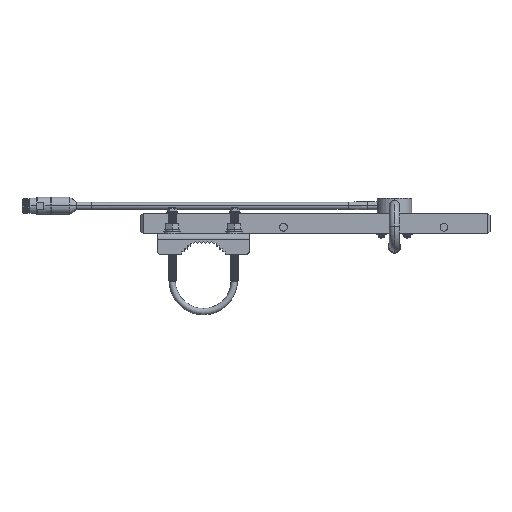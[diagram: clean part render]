
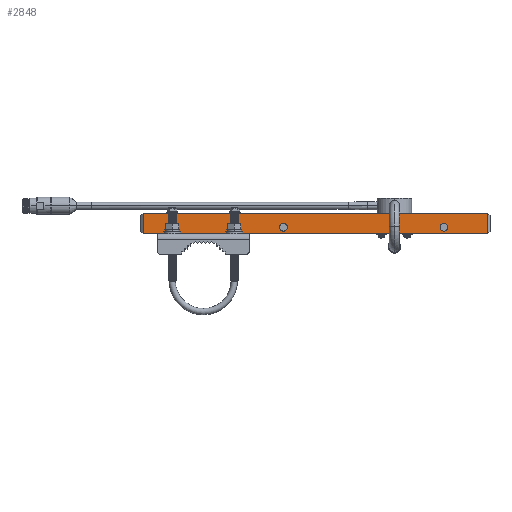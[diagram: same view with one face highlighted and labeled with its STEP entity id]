
A CAD part, top view. The second image highlights one B-rep face of the part: STEP entity #2848.
In plain terms, the highlighted planar face has unit normal (0, 0, 1).
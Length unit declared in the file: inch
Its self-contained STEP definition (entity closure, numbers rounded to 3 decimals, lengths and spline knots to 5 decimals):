
#622 = CARTESIAN_POINT ( 'NONE',  ( -6.845, 0.4, 0.4 ) ) ;
#1090 = CARTESIAN_POINT ( 'NONE',  ( -1.265, -0.15, 0.4 ) ) ;
#1206 = LINE ( 'NONE', #13339, #6270 ) ;
#1317 = CARTESIAN_POINT ( 'NONE',  ( -5.695, 0., 0.4 ) ) ;
#1486 = EDGE_CURVE ( 'NONE', #29414, #37096, #38878, .T. ) ;
#1532 = DIRECTION ( 'NONE',  ( -1., 0., 0. ) ) ;
#1632 = DIRECTION ( 'NONE',  ( -1., 0., 0. ) ) ;
#1871 = VERTEX_POINT ( 'NONE', #10230 ) ;
#1912 = EDGE_CURVE ( 'NONE', #38311, #36005, #25601, .T. ) ;
#1922 = DIRECTION ( 'NONE',  ( 0., 0., -1. ) ) ;
#2848 = ADVANCED_FACE ( 'NONE', ( #23578, #10872, #8486, #38073, #13673 ), #35673, .F. ) ;
#3589 = ORIENTED_EDGE ( 'NONE', *, *, #32948, .F. ) ;
#3856 = EDGE_CURVE ( 'NONE', #10075, #8858, #13621, .T. ) ;
#3946 = CARTESIAN_POINT ( 'NONE',  ( 6.845, 0.4, 0.4 ) ) ;
#4589 = DIRECTION ( 'NONE',  ( -1., 0., 0. ) ) ;
#5280 = AXIS2_PLACEMENT_3D ( 'NONE', #14221, #32474, #20198 ) ;
#5397 = VERTEX_POINT ( 'NONE', #622 ) ;
#5668 = CARTESIAN_POINT ( 'NONE',  ( -6.845, -0.4, 0.4 ) ) ;
#5963 = AXIS2_PLACEMENT_3D ( 'NONE', #18358, #23934, #33030 ) ;
#5982 = EDGE_CURVE ( 'NONE', #5397, #19611, #7032, .T. ) ;
#6270 = VECTOR ( 'NONE', #4589, 39.37008 ) ;
#6493 = CARTESIAN_POINT ( 'NONE',  ( 6.845, -0.4, 0.4 ) ) ;
#6614 = EDGE_LOOP ( 'NONE', ( #27809, #7360 ) ) ;
#7032 = LINE ( 'NONE', #15608, #38803 ) ;
#7360 = ORIENTED_EDGE ( 'NONE', *, *, #1486, .F. ) ;
#7497 = CIRCLE ( 'NONE', #17654, 0.11 ) ;
#8159 = ORIENTED_EDGE ( 'NONE', *, *, #34043, .F. ) ;
#8486 = FACE_BOUND ( 'NONE', #13303, .T. ) ;
#8858 = VERTEX_POINT ( 'NONE', #12941 ) ;
#9033 = EDGE_LOOP ( 'NONE', ( #25393, #20696, #8159, #35136 ) ) ;
#10075 = VERTEX_POINT ( 'NONE', #17241 ) ;
#10230 = CARTESIAN_POINT ( 'NONE',  ( 6.845, -0.4, 0.4 ) ) ;
#10369 = VERTEX_POINT ( 'NONE', #19670 ) ;
#10568 = CARTESIAN_POINT ( 'NONE',  ( -3.1, 0., 0.4 ) ) ;
#10872 = FACE_BOUND ( 'NONE', #27635, .T. ) ;
#11704 = DIRECTION ( 'NONE',  ( 1., 0., 0. ) ) ;
#12267 = DIRECTION ( 'NONE',  ( 0., 1., 0. ) ) ;
#12627 = DIRECTION ( 'NONE',  ( 0., 0., 1. ) ) ;
#12856 = VECTOR ( 'NONE', #12267, 39.37008 ) ;
#12941 = CARTESIAN_POINT ( 'NONE',  ( 5.271, -0.15, 0.4 ) ) ;
#12983 = ORIENTED_EDGE ( 'NONE', *, *, #20478, .F. ) ;
#13303 = EDGE_LOOP ( 'NONE', ( #12983, #3589 ) ) ;
#13339 = CARTESIAN_POINT ( 'NONE',  ( 6.945, -0.4, 0.4 ) ) ;
#13504 = AXIS2_PLACEMENT_3D ( 'NONE', #1317, #28554, #19439 ) ;
#13621 = CIRCLE ( 'NONE', #38339, 0.156 ) ;
#13673 = FACE_BOUND ( 'NONE', #25624, .T. ) ;
#13777 = VECTOR ( 'NONE', #1632, 39.37008 ) ;
#14221 = CARTESIAN_POINT ( 'NONE',  ( -5.695, 0., 0.4 ) ) ;
#14679 = EDGE_CURVE ( 'NONE', #8858, #10075, #25010, .T. ) ;
#15266 = CARTESIAN_POINT ( 'NONE',  ( -3.21, 0., 0.4 ) ) ;
#15608 = CARTESIAN_POINT ( 'NONE',  ( -6.845, -0.4, 0.4 ) ) ;
#16490 = CARTESIAN_POINT ( 'NONE',  ( -1.421, -0.15, 0.4 ) ) ;
#17241 = CARTESIAN_POINT ( 'NONE',  ( 4.959, -0.15, 0.4 ) ) ;
#17313 = CARTESIAN_POINT ( 'NONE',  ( -5.585, 0., 0.4 ) ) ;
#17335 = AXIS2_PLACEMENT_3D ( 'NONE', #22817, #1922, #1532 ) ;
#17537 = CARTESIAN_POINT ( 'NONE',  ( 6.945, 0.4, 0.4 ) ) ;
#17654 = AXIS2_PLACEMENT_3D ( 'NONE', #25037, #33960, #18696 ) ;
#18248 = CARTESIAN_POINT ( 'NONE',  ( -1.109, -0.15, 0.4 ) ) ;
#18358 = CARTESIAN_POINT ( 'NONE',  ( 5.115, -0.15, 0.4 ) ) ;
#18386 = DIRECTION ( 'NONE',  ( 0., -1., 0. ) ) ;
#18696 = DIRECTION ( 'NONE',  ( 1., 0., 0. ) ) ;
#18971 = AXIS2_PLACEMENT_3D ( 'NONE', #15266, #35908, #11704 ) ;
#19439 = DIRECTION ( 'NONE',  ( 1., 0., 0. ) ) ;
#19604 = CIRCLE ( 'NONE', #18971, 0.11 ) ;
#19611 = VERTEX_POINT ( 'NONE', #5668 ) ;
#19670 = CARTESIAN_POINT ( 'NONE',  ( -3.32, 0., 0.4 ) ) ;
#20198 = DIRECTION ( 'NONE',  ( 1., 0., 0. ) ) ;
#20475 = CARTESIAN_POINT ( 'NONE',  ( 5.115, -0.15, 0.4 ) ) ;
#20478 = EDGE_CURVE ( 'NONE', #21435, #10369, #7497, .T. ) ;
#20696 = ORIENTED_EDGE ( 'NONE', *, *, #5982, .T. ) ;
#21138 = CIRCLE ( 'NONE', #26194, 0.156 ) ;
#21279 = CARTESIAN_POINT ( 'NONE',  ( -1.265, -0.15, 0.4 ) ) ;
#21435 = VERTEX_POINT ( 'NONE', #10568 ) ;
#22054 = DIRECTION ( 'NONE',  ( 0., 1., 0. ) ) ;
#22817 = CARTESIAN_POINT ( 'NONE',  ( 6.945, -0.4, 0.4 ) ) ;
#23265 = EDGE_CURVE ( 'NONE', #37096, #29414, #34443, .T. ) ;
#23578 = FACE_OUTER_BOUND ( 'NONE', #9033, .T. ) ;
#23934 = DIRECTION ( 'NONE',  ( 0., 0., 1. ) ) ;
#25010 = CIRCLE ( 'NONE', #5963, 0.156 ) ;
#25037 = CARTESIAN_POINT ( 'NONE',  ( -3.21, 0., 0.4 ) ) ;
#25159 = DIRECTION ( 'NONE',  ( 0., 1., 0. ) ) ;
#25393 = ORIENTED_EDGE ( 'NONE', *, *, #27238, .T. ) ;
#25601 = CIRCLE ( 'NONE', #26773, 0.156 ) ;
#25624 = EDGE_LOOP ( 'NONE', ( #35058, #36035 ) ) ;
#25676 = ORIENTED_EDGE ( 'NONE', *, *, #1912, .F. ) ;
#26194 = AXIS2_PLACEMENT_3D ( 'NONE', #21279, #30541, #22054 ) ;
#26230 = DIRECTION ( 'NONE',  ( 0., 1., 0. ) ) ;
#26773 = AXIS2_PLACEMENT_3D ( 'NONE', #1090, #12627, #25159 ) ;
#27238 = EDGE_CURVE ( 'NONE', #29196, #5397, #29438, .T. ) ;
#27635 = EDGE_LOOP ( 'NONE', ( #25676, #28143 ) ) ;
#27809 = ORIENTED_EDGE ( 'NONE', *, *, #23265, .F. ) ;
#28143 = ORIENTED_EDGE ( 'NONE', *, *, #38572, .F. ) ;
#28554 = DIRECTION ( 'NONE',  ( 0., 0., 1. ) ) ;
#29196 = VERTEX_POINT ( 'NONE', #3946 ) ;
#29414 = VERTEX_POINT ( 'NONE', #31730 ) ;
#29438 = LINE ( 'NONE', #17537, #13777 ) ;
#30134 = LINE ( 'NONE', #6493, #12856 ) ;
#30271 = EDGE_CURVE ( 'NONE', #1871, #29196, #30134, .T. ) ;
#30541 = DIRECTION ( 'NONE',  ( 0., 0., 1. ) ) ;
#31730 = CARTESIAN_POINT ( 'NONE',  ( -5.805, 0., 0.4 ) ) ;
#32474 = DIRECTION ( 'NONE',  ( 0., 0., 1. ) ) ;
#32948 = EDGE_CURVE ( 'NONE', #10369, #21435, #19604, .T. ) ;
#33030 = DIRECTION ( 'NONE',  ( 0., 1., 0. ) ) ;
#33960 = DIRECTION ( 'NONE',  ( 0., 0., 1. ) ) ;
#34043 = EDGE_CURVE ( 'NONE', #1871, #19611, #1206, .T. ) ;
#34443 = CIRCLE ( 'NONE', #5280, 0.11 ) ;
#34756 = DIRECTION ( 'NONE',  ( 0., 0., 1. ) ) ;
#35058 = ORIENTED_EDGE ( 'NONE', *, *, #3856, .F. ) ;
#35136 = ORIENTED_EDGE ( 'NONE', *, *, #30271, .T. ) ;
#35673 = PLANE ( 'NONE',  #17335 ) ;
#35908 = DIRECTION ( 'NONE',  ( 0., 0., 1. ) ) ;
#36005 = VERTEX_POINT ( 'NONE', #18248 ) ;
#36035 = ORIENTED_EDGE ( 'NONE', *, *, #14679, .F. ) ;
#37096 = VERTEX_POINT ( 'NONE', #17313 ) ;
#38073 = FACE_BOUND ( 'NONE', #6614, .T. ) ;
#38311 = VERTEX_POINT ( 'NONE', #16490 ) ;
#38339 = AXIS2_PLACEMENT_3D ( 'NONE', #20475, #34756, #26230 ) ;
#38572 = EDGE_CURVE ( 'NONE', #36005, #38311, #21138, .T. ) ;
#38803 = VECTOR ( 'NONE', #18386, 39.37008 ) ;
#38878 = CIRCLE ( 'NONE', #13504, 0.11 ) ;
